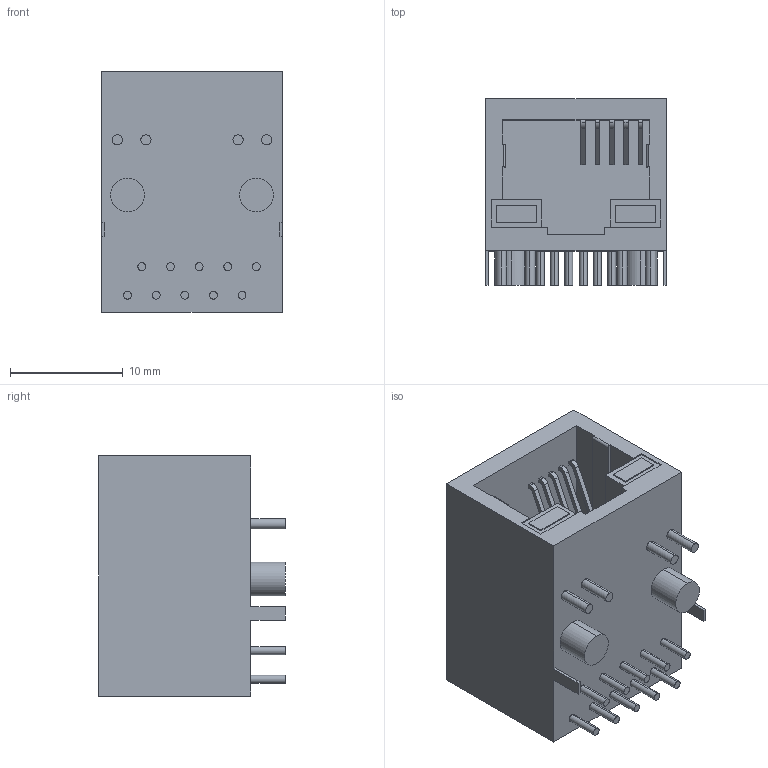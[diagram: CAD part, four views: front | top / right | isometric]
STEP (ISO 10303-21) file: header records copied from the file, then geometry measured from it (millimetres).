
FILE_DESCRIPTION (( 'STEP AP214' ), '1' );
FILE_NAME ('HANRUN HY911130A.STEP', '2020-05-27T09:54:26', ( 'user' ), ( 'firm' ), 'SwSTEP 2.0', 'SolidWorks 2001340', '' );
FILE_SCHEMA (( 'AUTOMOTIVE_DESIGN' ));
Length unit declared in the file: millimetre
Products named in the file (1): HANRUN HY911130A
Bounding box: 16.04 x 16.55 x 21.3 mm (x, y, z)
Volume: 2931.8 mm3; surface area: 2689.3 mm2
Topology: 1 solids, 1 shells, 146 faces, 358 edges, 238 vertices
Faces by surface type: plane 92, cylinder 54
Entity records: 5030 total; most frequent: DIRECTION 760, CARTESIAN_POINT 743, ORIENTED_EDGE 716, EDGE_CURVE 358, AXIS2_PLACEMENT_3D 255, LINE 250, VECTOR 250, VERTEX_POINT 238
